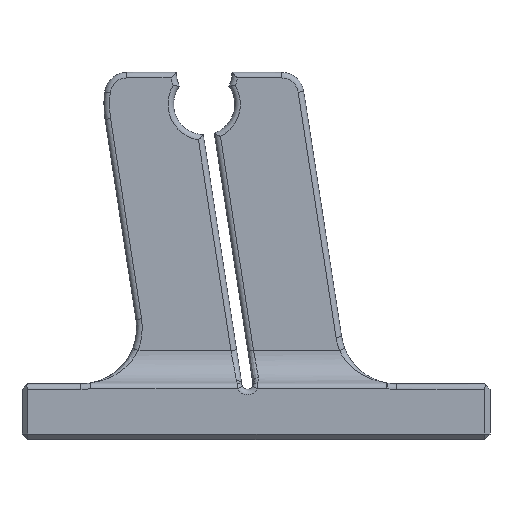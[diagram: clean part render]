
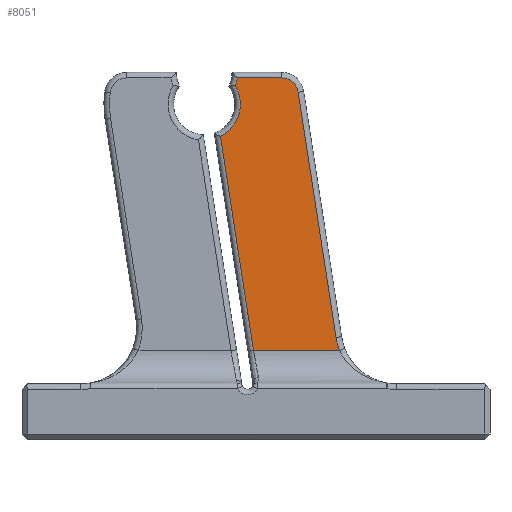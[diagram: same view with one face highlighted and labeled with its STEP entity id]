
A CAD part, front view. The second image highlights one B-rep face of the part: STEP entity #8051.
In plain terms, the highlighted planar face has unit normal (0, -1, 0).
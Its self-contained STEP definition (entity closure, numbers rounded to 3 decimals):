
#259 = CARTESIAN_POINT ( 'NONE',  ( 15.723, -4., 1.868 ) ) ;
#415 = VERTEX_POINT ( 'NONE', #2203 ) ;
#613 = VECTOR ( 'NONE', #1748, 1000. ) ;
#933 = VERTEX_POINT ( 'NONE', #2119 ) ;
#1190 = CARTESIAN_POINT ( 'NONE',  ( 18.784, -4., 31.179 ) ) ;
#1227 = DIRECTION ( 'NONE',  ( 0., 1., 0. ) ) ;
#1279 = PLANE ( 'NONE',  #3682 ) ;
#1352 = VERTEX_POINT ( 'NONE', #2856 ) ;
#1457 = CIRCLE ( 'NONE', #1594, 1.5 ) ;
#1594 = AXIS2_PLACEMENT_3D ( 'NONE', #7219, #7920, #5333 ) ;
#1710 = ORIENTED_EDGE ( 'NONE', *, *, #4830, .T. ) ;
#1733 = ORIENTED_EDGE ( 'NONE', *, *, #8160, .T. ) ;
#1748 = DIRECTION ( 'NONE',  ( -0.153, 0., 0.988 ) ) ;
#1935 = ORIENTED_EDGE ( 'NONE', *, *, #2098, .T. ) ;
#2081 = CARTESIAN_POINT ( 'NONE',  ( 27.621, -4., 10. ) ) ;
#2098 = EDGE_CURVE ( 'NONE', #1352, #4897, #6177, .T. ) ;
#2102 = DIRECTION ( 'NONE',  ( 1., 0., 0. ) ) ;
#2119 = CARTESIAN_POINT ( 'NONE',  ( 14.778, -4., 7.99 ) ) ;
#2158 = AXIS2_PLACEMENT_3D ( 'NONE', #2081, #7853, #5865 ) ;
#2203 = CARTESIAN_POINT ( 'NONE',  ( 22.502, -4., 7.99 ) ) ;
#2217 = DIRECTION ( 'NONE',  ( 0.153, 0., -0.988 ) ) ;
#2302 = LINE ( 'NONE', #259, #5439 ) ;
#2625 = DIRECTION ( 'NONE',  ( 0., 0., 1. ) ) ;
#2770 = LINE ( 'NONE', #5369, #4074 ) ;
#2856 = CARTESIAN_POINT ( 'NONE',  ( 13.145, -4., 31.759 ) ) ;
#3247 = FACE_OUTER_BOUND ( 'NONE', #7824, .T. ) ;
#3256 = ORIENTED_EDGE ( 'NONE', *, *, #7638, .T. ) ;
#3292 = DIRECTION ( 'NONE',  ( 0., 1., 0. ) ) ;
#3624 = CARTESIAN_POINT ( 'NONE',  ( 10.35, -4., 32.85 ) ) ;
#3682 = AXIS2_PLACEMENT_3D ( 'NONE', #3910, #6496, #2625 ) ;
#3780 = AXIS2_PLACEMENT_3D ( 'NONE', #3624, #3292, #8436 ) ;
#3863 = DIRECTION ( 'NONE',  ( 0., 0., 1. ) ) ;
#3910 = CARTESIAN_POINT ( 'NONE',  ( 36., -4., 5. ) ) ;
#4050 = ORIENTED_EDGE ( 'NONE', *, *, #6079, .T. ) ;
#4074 = VECTOR ( 'NONE', #2102, 1000. ) ;
#4138 = ORIENTED_EDGE ( 'NONE', *, *, #5928, .T. ) ;
#4248 = CARTESIAN_POINT ( 'NONE',  ( 36., -4., 32.45 ) ) ;
#4639 = CARTESIAN_POINT ( 'NONE',  ( 18.784, -4., 31.179 ) ) ;
#4830 = EDGE_CURVE ( 'NONE', #7552, #1352, #7448, .T. ) ;
#4897 = VERTEX_POINT ( 'NONE', #6098 ) ;
#5060 = VERTEX_POINT ( 'NONE', #4639 ) ;
#5333 = DIRECTION ( 'NONE',  ( 0., 0., 1. ) ) ;
#5369 = CARTESIAN_POINT ( 'NONE',  ( 36., -4., 7.99 ) ) ;
#5439 = VECTOR ( 'NONE', #2217, 1000. ) ;
#5581 = CARTESIAN_POINT ( 'NONE',  ( 17.302, -4., 32.45 ) ) ;
#5741 = ORIENTED_EDGE ( 'NONE', *, *, #6953, .T. ) ;
#5798 = LINE ( 'NONE', #1190, #613 ) ;
#5865 = DIRECTION ( 'NONE',  ( 0., 0., 1. ) ) ;
#5928 = EDGE_CURVE ( 'NONE', #8479, #5060, #5798, .T. ) ;
#6079 = EDGE_CURVE ( 'NONE', #4897, #933, #2302, .T. ) ;
#6098 = CARTESIAN_POINT ( 'NONE',  ( 11.81, -4., 27.197 ) ) ;
#6177 = CIRCLE ( 'NONE', #6836, 3.25 ) ;
#6258 = CIRCLE ( 'NONE', #2158, 5.5 ) ;
#6263 = VECTOR ( 'NONE', #8161, 1000. ) ;
#6496 = DIRECTION ( 'NONE',  ( 0., 1., 0. ) ) ;
#6557 = CARTESIAN_POINT ( 'NONE',  ( 13.323, -4., 32.45 ) ) ;
#6763 = ORIENTED_EDGE ( 'NONE', *, *, #7045, .T. ) ;
#6836 = AXIS2_PLACEMENT_3D ( 'NONE', #7977, #1227, #3863 ) ;
#6953 = EDGE_CURVE ( 'NONE', #5060, #7154, #1457, .T. ) ;
#7045 = EDGE_CURVE ( 'NONE', #933, #415, #2770, .T. ) ;
#7154 = VERTEX_POINT ( 'NONE', #5581 ) ;
#7219 = CARTESIAN_POINT ( 'NONE',  ( 17.302, -4., 30.95 ) ) ;
#7387 = LINE ( 'NONE', #4248, #6263 ) ;
#7448 = CIRCLE ( 'NONE', #3780, 3. ) ;
#7464 = CARTESIAN_POINT ( 'NONE',  ( 22.186, -4., 9.16 ) ) ;
#7552 = VERTEX_POINT ( 'NONE', #6557 ) ;
#7638 = EDGE_CURVE ( 'NONE', #415, #8479, #6258, .T. ) ;
#7824 = EDGE_LOOP ( 'NONE', ( #6763, #3256, #4138, #5741, #1733, #1710, #1935, #4050 ) ) ;
#7853 = DIRECTION ( 'NONE',  ( 0., 1., 0. ) ) ;
#7920 = DIRECTION ( 'NONE',  ( 0., -1., 0. ) ) ;
#7977 = CARTESIAN_POINT ( 'NONE',  ( 10.35, -4., 30.1 ) ) ;
#8051 = ADVANCED_FACE ( 'NONE', ( #3247 ), #1279, .F. ) ;
#8160 = EDGE_CURVE ( 'NONE', #7154, #7552, #7387, .T. ) ;
#8161 = DIRECTION ( 'NONE',  ( -1., 0., 0. ) ) ;
#8436 = DIRECTION ( 'NONE',  ( 0., 0., 1. ) ) ;
#8479 = VERTEX_POINT ( 'NONE', #7464 ) ;
